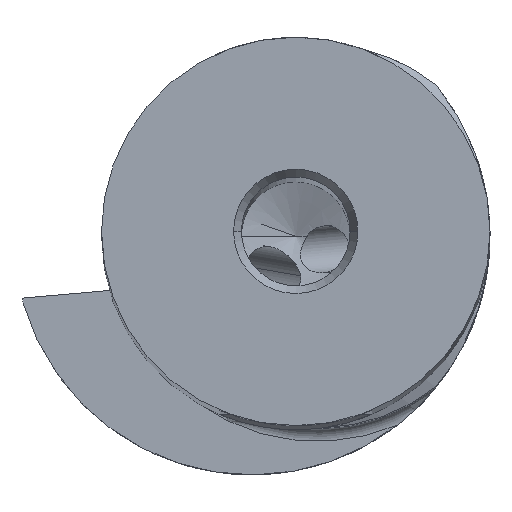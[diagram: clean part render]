
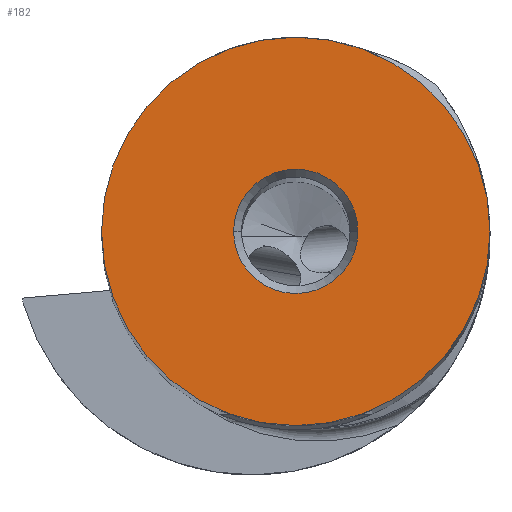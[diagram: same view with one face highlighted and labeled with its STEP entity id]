
A CAD part, top view. The second image highlights one B-rep face of the part: STEP entity #182.
In plain terms, the highlighted planar face has unit normal (0, 0, 1).
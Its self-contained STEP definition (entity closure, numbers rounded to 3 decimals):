
#62=FACE_BOUND('',#334,.T.);
#63=FACE_BOUND('',#335,.T.);
#86=PLANE('',#1377);
#182=ADVANCED_FACE('',(#62,#63),#86,.T.);
#334=EDGE_LOOP('',(#742,#743));
#335=EDGE_LOOP('',(#744,#745));
#742=ORIENTED_EDGE('',*,*,#1142,.F.);
#743=ORIENTED_EDGE('',*,*,#1148,.F.);
#744=ORIENTED_EDGE('',*,*,#1153,.F.);
#745=ORIENTED_EDGE('',*,*,#1154,.F.);
#984=VERTEX_POINT('',#2795);
#985=VERTEX_POINT('',#2797);
#994=VERTEX_POINT('',#2819);
#995=VERTEX_POINT('',#2820);
#1142=EDGE_CURVE('',#984,#985,#1255,.T.);
#1148=EDGE_CURVE('',#985,#984,#1256,.T.);
#1153=EDGE_CURVE('',#994,#995,#1257,.T.);
#1154=EDGE_CURVE('',#995,#994,#1258,.T.);
#1255=CIRCLE('',#1367,12.5);
#1256=CIRCLE('',#1371,12.5);
#1257=CIRCLE('',#1375,4.);
#1258=CIRCLE('',#1376,4.);
#1367=AXIS2_PLACEMENT_3D('',#2796,#1615,#1616);
#1371=AXIS2_PLACEMENT_3D('',#2808,#1626,#1627);
#1375=AXIS2_PLACEMENT_3D('',#2818,#1636,#1637);
#1376=AXIS2_PLACEMENT_3D('',#2821,#1638,#1639);
#1377=AXIS2_PLACEMENT_3D('',#2822,#1640,#1641);
#1615=DIRECTION('',(0.,0.,-1.));
#1616=DIRECTION('',(1.,0.,0.));
#1626=DIRECTION('',(0.,0.,-1.));
#1627=DIRECTION('',(-1.,0.,0.));
#1636=DIRECTION('',(0.,0.,1.));
#1637=DIRECTION('',(1.,0.,0.));
#1638=DIRECTION('',(0.,0.,1.));
#1639=DIRECTION('',(-1.,0.,0.));
#1640=DIRECTION('',(0.,0.,1.));
#1641=DIRECTION('',(1.,0.,0.));
#2795=CARTESIAN_POINT('',(12.5,0.,0.));
#2796=CARTESIAN_POINT('',(0.,0.,0.));
#2797=CARTESIAN_POINT('',(-12.5,0.,0.));
#2808=CARTESIAN_POINT('',(0.,0.,0.));
#2818=CARTESIAN_POINT('',(0.,0.,0.));
#2819=CARTESIAN_POINT('',(4.,0.,0.));
#2820=CARTESIAN_POINT('',(-4.,0.,0.));
#2821=CARTESIAN_POINT('',(0.,0.,0.));
#2822=CARTESIAN_POINT('',(0.,0.,0.));
